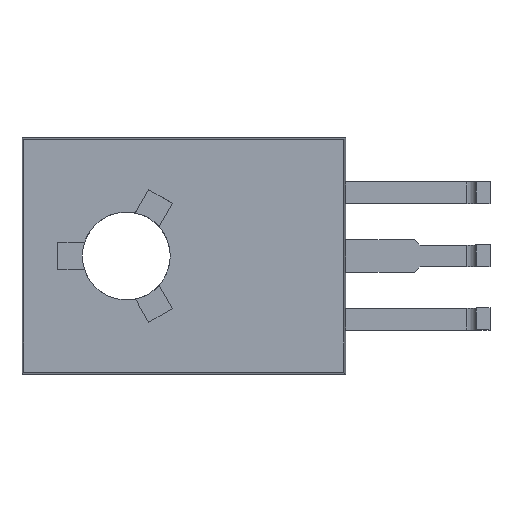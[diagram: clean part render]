
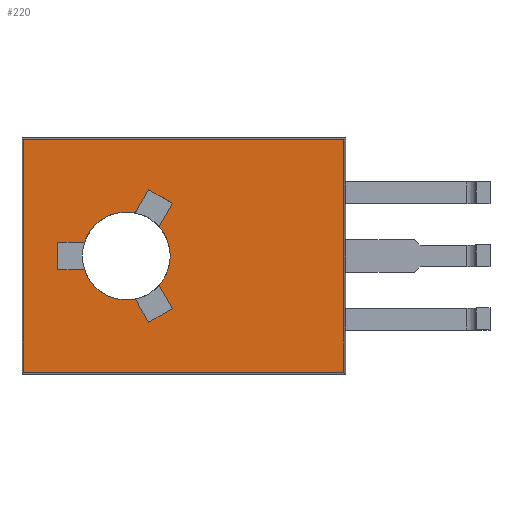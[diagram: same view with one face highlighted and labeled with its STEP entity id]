
A CAD part, top view. The second image highlights one B-rep face of the part: STEP entity #220.
In plain terms, the highlighted planar face has unit normal (0, 0, 1).
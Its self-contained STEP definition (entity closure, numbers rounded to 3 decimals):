
#220=ADVANCED_FACE('',(#733,#735),#737,.T.);
#733=FACE_BOUND('',#734,.T.);
#734=EDGE_LOOP('',(#1168,#1169,#1170,#1171));
#735=FACE_BOUND('',#736,.T.);
#736=EDGE_LOOP('',(#1172,#1173,#1174,#1175,#1176,#1177,#1178,#1179,#1180,#1181,#1182,
#1183,#1184));
#737=PLANE('',#738);
#738=AXIS2_PLACEMENT_3D('',#739,#740,#741);
#739=CARTESIAN_POINT('',(0.,0.,2.75));
#740=DIRECTION('',(0.,0.,1.));
#741=DIRECTION('',(1.,0.,0.));
#1168=ORIENTED_EDGE('',*,*,#1452,.T.);
#1169=ORIENTED_EDGE('',*,*,#1453,.T.);
#1170=ORIENTED_EDGE('',*,*,#1454,.T.);
#1171=ORIENTED_EDGE('',*,*,#1407,.T.);
#1172=ORIENTED_EDGE('',*,*,#1455,.T.);
#1173=ORIENTED_EDGE('',*,*,#1456,.T.);
#1174=ORIENTED_EDGE('',*,*,#1457,.T.);
#1175=ORIENTED_EDGE('',*,*,#1458,.T.);
#1176=ORIENTED_EDGE('',*,*,#1459,.T.);
#1177=ORIENTED_EDGE('',*,*,#1460,.T.);
#1178=ORIENTED_EDGE('',*,*,#1461,.T.);
#1179=ORIENTED_EDGE('',*,*,#1462,.T.);
#1180=ORIENTED_EDGE('',*,*,#1463,.T.);
#1181=ORIENTED_EDGE('',*,*,#1464,.T.);
#1182=ORIENTED_EDGE('',*,*,#1465,.T.);
#1183=ORIENTED_EDGE('',*,*,#1466,.T.);
#1184=ORIENTED_EDGE('',*,*,#1467,.T.);
#1407=EDGE_CURVE('',#1600,#1598,#1601,.T.);
#1452=EDGE_CURVE('',#1598,#1673,#1675,.T.);
#1453=EDGE_CURVE('',#1673,#1676,#1677,.T.);
#1454=EDGE_CURVE('',#1676,#1600,#1678,.T.);
#1455=EDGE_CURVE('',#1679,#1680,#1681,.F.);
#1456=EDGE_CURVE('',#1680,#1682,#1683,.F.);
#1457=EDGE_CURVE('',#1682,#1684,#1685,.F.);
#1458=EDGE_CURVE('',#1684,#1686,#1687,.F.);
#1459=EDGE_CURVE('',#1686,#1688,#1689,.F.);
#1460=EDGE_CURVE('',#1688,#1690,#1691,.F.);
#1461=EDGE_CURVE('',#1690,#1692,#1693,.F.);
#1462=EDGE_CURVE('',#1692,#1694,#1695,.F.);
#1463=EDGE_CURVE('',#1694,#1696,#1697,.F.);
#1464=EDGE_CURVE('',#1696,#1698,#1699,.F.);
#1465=EDGE_CURVE('',#1698,#1700,#1701,.F.);
#1466=EDGE_CURVE('',#1700,#1702,#1703,.F.);
#1467=EDGE_CURVE('',#1702,#1679,#1704,.F.);
#1598=VERTEX_POINT('',#1937);
#1600=VERTEX_POINT('',#1941);
#1601=LINE('',#1942,#1943);
#1673=VERTEX_POINT('',#2106);
#1675=LINE('',#2110,#2111);
#1676=VERTEX_POINT('',#2113);
#1677=LINE('',#2114,#2115);
#1678=LINE('',#2117,#2118);
#1679=VERTEX_POINT('',#2120);
#1680=VERTEX_POINT('',#2121);
#1681=LINE('',#2122,#2123);
#1682=VERTEX_POINT('',#2125);
#1683=CIRCLE('',#2126,1.6);
#1684=VERTEX_POINT('',#2130);
#1685=CIRCLE('',#2131,1.6);
#1686=VERTEX_POINT('',#2135);
#1687=LINE('',#2136,#2137);
#1688=VERTEX_POINT('',#2139);
#1689=LINE('',#2140,#2141);
#1690=VERTEX_POINT('',#2143);
#1691=LINE('',#2144,#2145);
#1692=VERTEX_POINT('',#2147);
#1693=CIRCLE('',#2148,1.6);
#1694=VERTEX_POINT('',#2152);
#1695=LINE('',#2153,#2154);
#1696=VERTEX_POINT('',#2156);
#1697=LINE('',#2157,#2158);
#1698=VERTEX_POINT('',#2160);
#1699=LINE('',#2161,#2162);
#1700=VERTEX_POINT('',#2164);
#1701=CIRCLE('',#2165,1.6);
#1702=VERTEX_POINT('',#2169);
#1703=LINE('',#2170,#2171);
#1704=LINE('',#2173,#2174);
#1937=CARTESIAN_POINT('',(7.929,4.229,2.75));
#1941=CARTESIAN_POINT('',(7.929,-4.229,2.75));
#1942=CARTESIAN_POINT('',(7.929,-4.229,2.75));
#1943=VECTOR('',#1944,1.);
#1944=DIRECTION('',(0.,1.,0.));
#2106=CARTESIAN_POINT('',(-3.729,4.229,2.75));
#2110=CARTESIAN_POINT('',(7.929,4.229,2.75));
#2111=VECTOR('',#2112,1.);
#2112=DIRECTION('',(-1.,0.,0.));
#2113=CARTESIAN_POINT('',(-3.729,-4.229,2.75));
#2114=CARTESIAN_POINT('',(-3.729,4.229,2.75));
#2115=VECTOR('',#2116,1.);
#2116=DIRECTION('',(0.,-1.,0.));
#2117=CARTESIAN_POINT('',(-3.729,-4.229,2.75));
#2118=VECTOR('',#2119,1.);
#2119=DIRECTION('',(1.,0.,0.));
#2120=CARTESIAN_POINT('',(1.683,1.915,2.75));
#2121=CARTESIAN_POINT('',(1.193,1.066,2.75));
#2122=CARTESIAN_POINT('',(1.193,1.066,2.75));
#2123=VECTOR('',#2124,1.);
#2124=DIRECTION('',(0.5,0.866,0.));
#2125=CARTESIAN_POINT('',(1.6,0.,2.75));
#2126=AXIS2_PLACEMENT_3D('',#2127,#2128,#2129);
#2127=CARTESIAN_POINT('',(0.,0.,2.75));
#2128=DIRECTION('',(0.,0.,1.));
#2129=DIRECTION('',(1.,0.,0.));
#2130=CARTESIAN_POINT('',(1.193,-1.066,2.75));
#2131=AXIS2_PLACEMENT_3D('',#2132,#2133,#2134);
#2132=CARTESIAN_POINT('',(0.,0.,2.75));
#2133=DIRECTION('',(0.,0.,1.));
#2134=DIRECTION('',(0.746,-0.666,0.));
#2135=CARTESIAN_POINT('',(1.683,-1.915,2.75));
#2136=CARTESIAN_POINT('',(1.683,-1.915,2.75));
#2137=VECTOR('',#2138,1.);
#2138=DIRECTION('',(-0.5,0.866,0.));
#2139=CARTESIAN_POINT('',(0.817,-2.415,2.75));
#2140=CARTESIAN_POINT('',(0.817,-2.415,2.75));
#2141=VECTOR('',#2142,1.);
#2142=DIRECTION('',(0.866,0.5,0.));
#2143=CARTESIAN_POINT('',(0.327,-1.566,2.75));
#2144=CARTESIAN_POINT('',(0.327,-1.566,2.75));
#2145=VECTOR('',#2146,1.);
#2146=DIRECTION('',(0.5,-0.866,0.));
#2147=CARTESIAN_POINT('',(-1.52,-0.5,2.75));
#2148=AXIS2_PLACEMENT_3D('',#2149,#2150,#2151);
#2149=CARTESIAN_POINT('',(0.,0.,2.75));
#2150=DIRECTION('',(0.,0.,1.));
#2151=DIRECTION('',(-0.95,-0.313,0.));
#2152=CARTESIAN_POINT('',(-2.5,-0.5,2.75));
#2153=CARTESIAN_POINT('',(-2.5,-0.5,2.75));
#2154=VECTOR('',#2155,1.);
#2155=DIRECTION('',(1.,0.,0.));
#2156=CARTESIAN_POINT('',(-2.5,0.5,2.75));
#2157=CARTESIAN_POINT('',(-2.5,0.5,2.75));
#2158=VECTOR('',#2159,1.);
#2159=DIRECTION('',(0.,-1.,0.));
#2160=CARTESIAN_POINT('',(-1.52,0.5,2.75));
#2161=CARTESIAN_POINT('',(-1.52,0.5,2.75));
#2162=VECTOR('',#2163,1.);
#2163=DIRECTION('',(-1.,0.,0.));
#2164=CARTESIAN_POINT('',(0.327,1.566,2.75));
#2165=AXIS2_PLACEMENT_3D('',#2166,#2167,#2168);
#2166=CARTESIAN_POINT('',(0.,0.,2.75));
#2167=DIRECTION('',(0.,0.,1.));
#2168=DIRECTION('',(0.204,0.979,0.));
#2169=CARTESIAN_POINT('',(0.817,2.415,2.75));
#2170=CARTESIAN_POINT('',(0.817,2.415,2.75));
#2171=VECTOR('',#2172,1.);
#2172=DIRECTION('',(-0.5,-0.866,0.));
#2173=CARTESIAN_POINT('',(1.683,1.915,2.75));
#2174=VECTOR('',#2175,1.);
#2175=DIRECTION('',(-0.866,0.5,0.));
